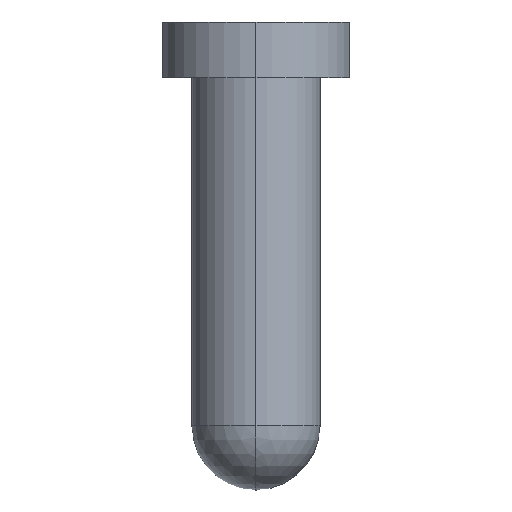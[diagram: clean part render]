
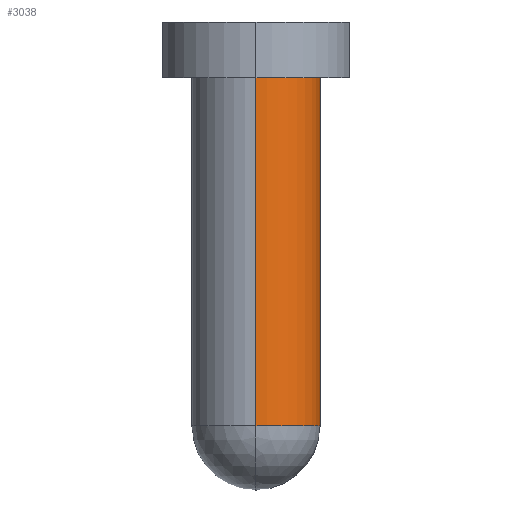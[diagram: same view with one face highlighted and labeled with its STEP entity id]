
A CAD part, left-side view. The second image highlights one B-rep face of the part: STEP entity #3038.
In plain terms, the highlighted cylindrical face has radius 0.495 mm (diameter 0.99 mm), a partial arc.
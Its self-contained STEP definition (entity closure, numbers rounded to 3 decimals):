
#2997=CARTESIAN_POINT('',(0.0,0.0,0.0));
#2998=DIRECTION('',(0.0,0.0,-1.0));
#2999=DIRECTION('',(1.0,0.0,0.0));
#3000=AXIS2_PLACEMENT_3D('',#2997,#2998,#2999);
#3001=CYLINDRICAL_SURFACE('',#3000,0.495);
#3002=CARTESIAN_POINT('',(0.495,0.0,0.0));
#3003=VERTEX_POINT('',#3002);
#3004=CARTESIAN_POINT('',(0.495,0.0,-2.685));
#3005=VERTEX_POINT('',#3004);
#3006=CARTESIAN_POINT('',(0.495,0.0,0.0));
#3007=DIRECTION('',(0.0,0.0,-1.0));
#3008=VECTOR('',#3007,2.685);
#3009=LINE('',#3006,#3008);
#3010=EDGE_CURVE('',#3003,#3005,#3009,.T.);
#3011=ORIENTED_EDGE('',*,*,#3010,.F.);
#3012=CARTESIAN_POINT('',(-0.495,0.,0.0));
#3013=VERTEX_POINT('',#3012);
#3014=CARTESIAN_POINT('',(0.0,0.0,0.0));
#3015=DIRECTION('',(0.0,0.0,1.0));
#3016=DIRECTION('',(1.0,0.0,0.0));
#3017=AXIS2_PLACEMENT_3D('',#3014,#3015,#3016);
#3018=CIRCLE('',#3017,0.495);
#3019=EDGE_CURVE('',#3013,#3003,#3018,.T.);
#3020=ORIENTED_EDGE('',*,*,#3019,.F.);
#3021=CARTESIAN_POINT('',(-0.495,0.,-2.685));
#3022=VERTEX_POINT('',#3021);
#3023=CARTESIAN_POINT('',(-0.495,0.,-2.685));
#3024=DIRECTION('',(0.0,0.0,1.0));
#3025=VECTOR('',#3024,2.685);
#3026=LINE('',#3023,#3025);
#3027=EDGE_CURVE('',#3022,#3013,#3026,.T.);
#3028=ORIENTED_EDGE('',*,*,#3027,.F.);
#3029=CARTESIAN_POINT('',(0.0,0.0,-2.685));
#3030=DIRECTION('',(0.0,0.0,1.0));
#3031=DIRECTION('',(1.0,0.0,0.0));
#3032=AXIS2_PLACEMENT_3D('',#3029,#3030,#3031);
#3033=CIRCLE('',#3032,0.495);
#3034=EDGE_CURVE('',#3022,#3005,#3033,.T.);
#3035=ORIENTED_EDGE('',*,*,#3034,.T.);
#3036=EDGE_LOOP('',(#3011,#3020,#3028,#3035));
#3037=FACE_OUTER_BOUND('',#3036,.T.);
#3038=ADVANCED_FACE('',(#3037),#3001,.T.);
